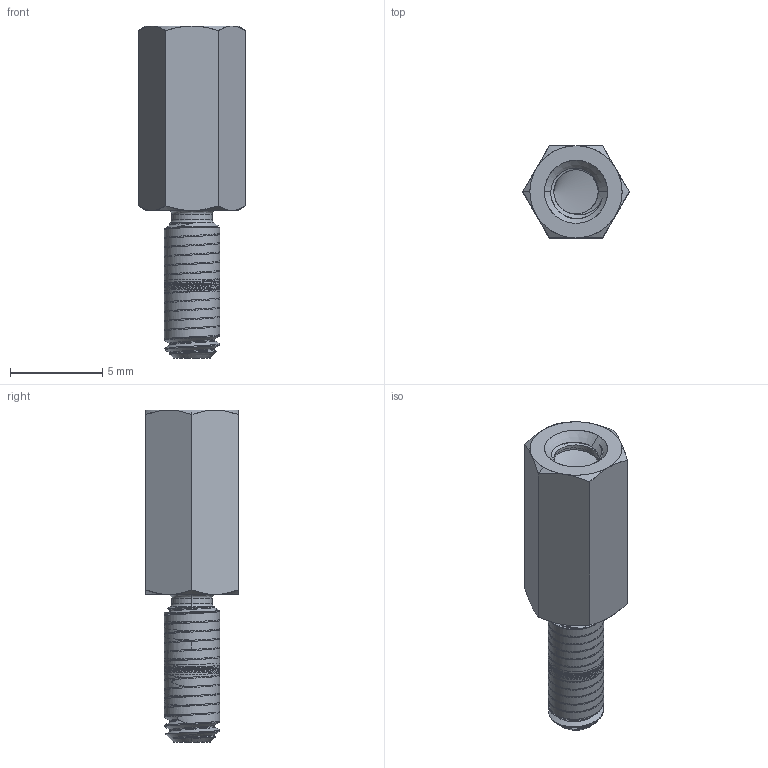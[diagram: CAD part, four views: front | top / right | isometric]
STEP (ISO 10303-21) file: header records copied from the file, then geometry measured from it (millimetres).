
FILE_DESCRIPTION (( 'STEP AP214' ), '1' );
FILE_NAME ('User Library-Male - Female Hexagonal Threaded Standoffs; length 10mm; key 5mm; M3x6mm and M3x8mm.STEP', '2020-11-30T21:29:59', ( '' ), ( '' ), 'SwSTEP 2.0', 'SolidWorks 2020', '' );
FILE_SCHEMA (( 'AUTOMOTIVE_DESIGN' ));
Length unit declared in the file: millimetre
Products named in the file (1): User Library-Male - Female Hexagonal Threaded Standoffs; length 10mm; key 5mm; M3x6mm and M3x8mm
Bounding box: 5.77 x 5 x 18 mm (x, y, z)
Surface area: 876.4 mm2 (no closed solid volume)
Topology: 0 solids, 46 shells, 61 faces, 285 edges, 253 vertices
Faces by surface type: cone 21, cylinder 17, plane 12, bspline 11
Full cylindrical faces by diameter (mm): 2.4 x3
Entity records: 15537 total; most frequent: CARTESIAN_POINT 13442, ORIENTED_EDGE 256, EDGE_CURVE 241, VERTEX_POINT 226, DIRECTION 207, B_SPLINE_CURVE_WITH_KNOTS 159, AXIS2_PLACEMENT_3D 86, EDGE_LOOP 52
